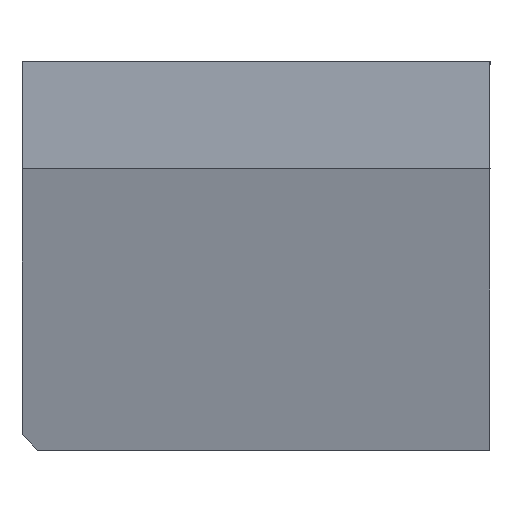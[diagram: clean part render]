
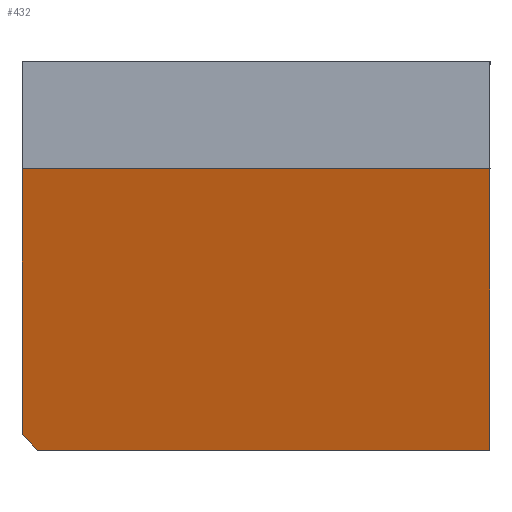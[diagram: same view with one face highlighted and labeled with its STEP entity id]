
A CAD part, left-side view. The second image highlights one B-rep face of the part: STEP entity #432.
In plain terms, the highlighted planar face has unit normal (-0.943, 0.334, 0).
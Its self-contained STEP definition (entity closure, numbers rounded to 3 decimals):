
#432=ADVANCED_FACE('NONE',(#1050),#1051,.F.);
#1050=FACE_OUTER_BOUND('',#1839,.T.);
#1051=PLANE('',#1840);
#1839=EDGE_LOOP('',(#3433,#3434,#3435,#3436,#3437));
#1840=AXIS2_PLACEMENT_3D('',#3438,#3439,#3440);
#3433=ORIENTED_EDGE('',*,*,#5350,.T.);
#3434=ORIENTED_EDGE('',*,*,#5506,.T.);
#3435=ORIENTED_EDGE('',*,*,#5507,.T.);
#3436=ORIENTED_EDGE('',*,*,#5330,.F.);
#3437=ORIENTED_EDGE('',*,*,#5508,.T.);
#3438=CARTESIAN_POINT('',(-10.463,-29.5,49.0));
#3439=DIRECTION('',(0.942,-0.334,0.0));
#3440=DIRECTION('',(0.0,0.0,-1.0));
#5330=EDGE_CURVE('NONE',#6675,#6677,#6678,.T.);
#5350=EDGE_CURVE('NONE',#6703,#6701,#6704,.T.);
#5506=EDGE_CURVE('NONE',#6701,#6962,#6963,.T.);
#5507=EDGE_CURVE('NONE',#6962,#6677,#6964,.T.);
#5508=EDGE_CURVE('NONE',#6675,#6703,#6965,.T.);
#6675=VERTEX_POINT('NONE',#8515);
#6677=VERTEX_POINT('NONE',#8518);
#6678=LINE('',#8519,#8520);
#6701=VERTEX_POINT('NONE',#8549);
#6703=VERTEX_POINT('NONE',#8552);
#6704=LINE('',#8553,#8554);
#6962=VERTEX_POINT('NONE',#8964);
#6963=LINE('',#8965,#8966);
#6964=LINE('',#8967,#8968);
#6965=LINE('',#8969,#8970);
#8515=CARTESIAN_POINT('',(-10.463,-29.5,35.5));
#8518=CARTESIAN_POINT('',(-10.463,-29.5,0.0));
#8519=CARTESIAN_POINT('',(-10.463,-29.5,49.0));
#8520=VECTOR('',#9898,1000.0);
#8549=CARTESIAN_POINT('',(10.463,29.5,2.));
#8552=CARTESIAN_POINT('',(10.463,29.5,35.5));
#8553=CARTESIAN_POINT('',(10.463,29.5,49.0));
#8554=VECTOR('',#9936,1000.0);
#8964=CARTESIAN_POINT('',(9.754,27.5,0.0));
#8965=CARTESIAN_POINT('',(10.463,29.5,2.));
#8966=VECTOR('',#10095,1000.0);
#8967=CARTESIAN_POINT('',(-10.463,-29.5,0.0));
#8968=VECTOR('',#10096,1000.0);
#8969=CARTESIAN_POINT('',(-10.463,-29.5,35.5));
#8970=VECTOR('',#10097,1000.0);
#9898=DIRECTION('',(-0.0,-0.0,-1.0));
#9936=DIRECTION('',(-0.0,-0.0,-1.0));
#10095=DIRECTION('',(-0.243,-0.686,-0.686));
#10096=DIRECTION('',(-0.334,-0.942,-0.0));
#10097=DIRECTION('',(0.334,0.942,0.0));
